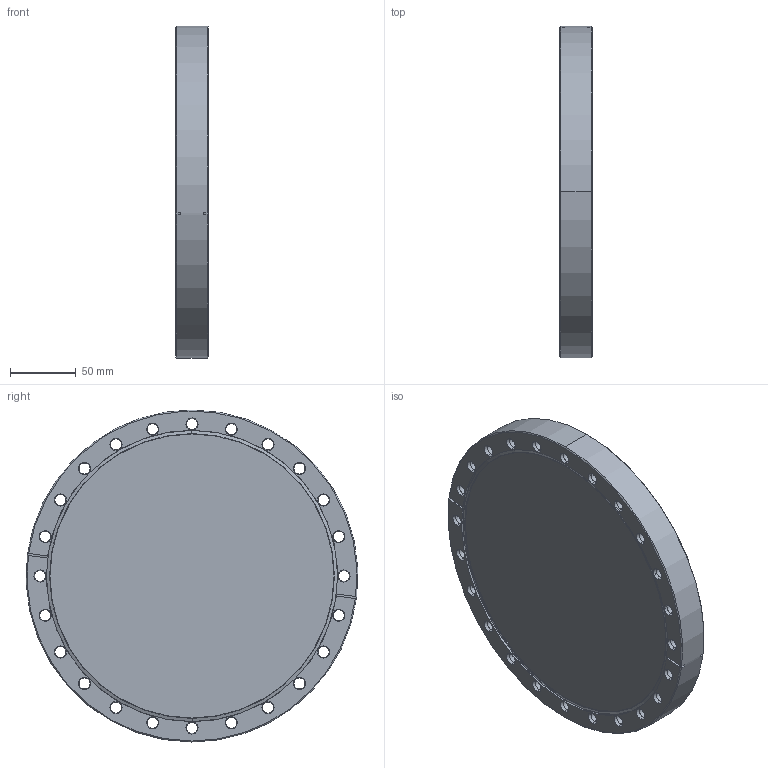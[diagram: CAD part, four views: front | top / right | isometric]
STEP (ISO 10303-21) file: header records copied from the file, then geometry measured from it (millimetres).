
FILE_DESCRIPTION (( 'STEP AP214' ), '1' );
FILE_NAME ('140032.STEP', '2024-02-10T05:04:46', ( '' ), ( '' ), 'SwSTEP 2.0', 'SolidWorks 2022', '' );
FILE_SCHEMA (( 'AUTOMOTIVE_DESIGN' ));
Length unit declared in the file: inch
Products named in the file (1): 140032
Bounding box: 24.64 x 252.98 x 253.24 mm (x, y, z)
Volume: 1106521.5 mm3; surface area: 135626 mm2
Topology: 1 solids, 1 shells, 194 faces, 458 edges, 266 vertices
Faces by surface type: cone 106, cylinder 62, plane 14, torus 12
Entity records: 5708 total; most frequent: DIRECTION 1090, CARTESIAN_POINT 967, ORIENTED_EDGE 916, EDGE_CURVE 458, AXIS2_PLACEMENT_3D 453, VERTEX_POINT 266, CIRCLE 258, EDGE_LOOP 242
